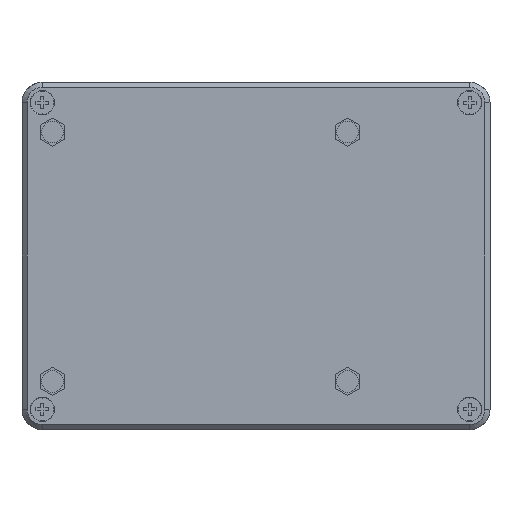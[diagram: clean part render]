
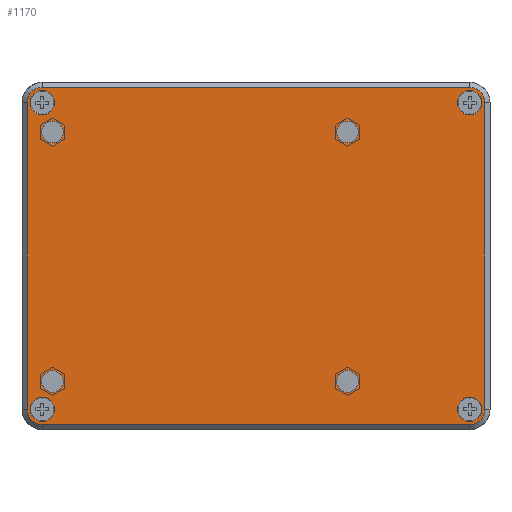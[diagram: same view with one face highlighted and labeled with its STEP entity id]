
A CAD part, front view. The second image highlights one B-rep face of the part: STEP entity #1170.
In plain terms, the highlighted planar face has unit normal (0, -1, 0).
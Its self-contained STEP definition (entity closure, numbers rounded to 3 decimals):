
#207=CARTESIAN_POINT('',(42.,0.,30.15));
#208=DIRECTION('',(0.,1.,0.));
#209=DIRECTION('',(0.,0.,1.));
#210=AXIS2_PLACEMENT_3D('',#207,#208,#209);
#215=DIRECTION('',(0.,0.,-1.));
#216=VECTOR('',#215,60.3);
#217=CARTESIAN_POINT('',(45.,0.,30.15));
#218=LINE('',#217,#216);
#222=CARTESIAN_POINT('',(42.,0.,-30.15));
#223=DIRECTION('',(0.,1.,0.));
#224=DIRECTION('',(1.,0.,0.));
#225=AXIS2_PLACEMENT_3D('',#222,#223,#224);
#230=DIRECTION('',(-1.,0.,0.));
#231=VECTOR('',#230,84.);
#232=CARTESIAN_POINT('',(42.,0.,-33.15));
#233=LINE('',#232,#231);
#237=CARTESIAN_POINT('',(-42.,0.,-30.15));
#238=DIRECTION('',(0.,1.,0.));
#239=DIRECTION('',(0.,0.,-1.));
#240=AXIS2_PLACEMENT_3D('',#237,#238,#239);
#245=DIRECTION('',(0.,0.,1.));
#246=VECTOR('',#245,60.3);
#247=CARTESIAN_POINT('',(-45.,0.,-30.15));
#248=LINE('',#247,#246);
#252=CARTESIAN_POINT('',(-42.,0.,30.15));
#253=DIRECTION('',(0.,1.,0.));
#254=DIRECTION('',(-1.,0.,0.));
#255=AXIS2_PLACEMENT_3D('',#252,#253,#254);
#260=DIRECTION('',(1.,0.,0.));
#261=VECTOR('',#260,84.);
#262=CARTESIAN_POINT('',(-42.,0.,33.15));
#263=LINE('',#262,#261);
#267=CARTESIAN_POINT('',(-42.,0.,-30.15));
#268=DIRECTION('',(0.,-1.,0.));
#269=DIRECTION('',(0.,0.,1.));
#270=AXIS2_PLACEMENT_3D('',#267,#268,#269);
#275=CARTESIAN_POINT('',(-42.,0.,-30.15));
#276=DIRECTION('',(0.,-1.,0.));
#277=DIRECTION('',(0.,0.,-1.));
#278=AXIS2_PLACEMENT_3D('',#275,#276,#277);
#283=CARTESIAN_POINT('',(42.,0.,-30.15));
#284=DIRECTION('',(0.,-1.,0.));
#285=DIRECTION('',(0.,0.,1.));
#286=AXIS2_PLACEMENT_3D('',#283,#284,#285);
#291=CARTESIAN_POINT('',(42.,0.,-30.15));
#292=DIRECTION('',(0.,-1.,0.));
#293=DIRECTION('',(0.,0.,-1.));
#294=AXIS2_PLACEMENT_3D('',#291,#292,#293);
#299=CARTESIAN_POINT('',(42.,0.,30.15));
#300=DIRECTION('',(0.,-1.,0.));
#301=DIRECTION('',(0.,0.,1.));
#302=AXIS2_PLACEMENT_3D('',#299,#300,#301);
#307=CARTESIAN_POINT('',(42.,0.,30.15));
#308=DIRECTION('',(0.,-1.,0.));
#309=DIRECTION('',(0.,0.,-1.));
#310=AXIS2_PLACEMENT_3D('',#307,#308,#309);
#315=CARTESIAN_POINT('',(-42.,0.,30.15));
#316=DIRECTION('',(0.,-1.,0.));
#317=DIRECTION('',(0.,0.,1.));
#318=AXIS2_PLACEMENT_3D('',#315,#316,#317);
#323=CARTESIAN_POINT('',(-42.,0.,30.15));
#324=DIRECTION('',(0.,-1.,0.));
#325=DIRECTION('',(0.,0.,-1.));
#326=AXIS2_PLACEMENT_3D('',#323,#324,#325);
#331=CARTESIAN_POINT('',(-40.,0.,24.35));
#332=DIRECTION('',(0.,1.,0.));
#333=DIRECTION('',(-1.,0.,0.));
#334=AXIS2_PLACEMENT_3D('',#331,#332,#333);
#339=CARTESIAN_POINT('',(-40.,0.,24.35));
#340=DIRECTION('',(0.,1.,0.));
#341=DIRECTION('',(1.,0.,0.));
#342=AXIS2_PLACEMENT_3D('',#339,#340,#341);
#347=CARTESIAN_POINT('',(18.,0.,24.35));
#348=DIRECTION('',(0.,1.,0.));
#349=DIRECTION('',(-1.,0.,0.));
#350=AXIS2_PLACEMENT_3D('',#347,#348,#349);
#355=CARTESIAN_POINT('',(18.,0.,24.35));
#356=DIRECTION('',(0.,1.,0.));
#357=DIRECTION('',(1.,0.,0.));
#358=AXIS2_PLACEMENT_3D('',#355,#356,#357);
#363=CARTESIAN_POINT('',(18.,0.,-24.65));
#364=DIRECTION('',(0.,1.,0.));
#365=DIRECTION('',(-1.,0.,0.));
#366=AXIS2_PLACEMENT_3D('',#363,#364,#365);
#371=CARTESIAN_POINT('',(18.,0.,-24.65));
#372=DIRECTION('',(0.,1.,0.));
#373=DIRECTION('',(1.,0.,0.));
#374=AXIS2_PLACEMENT_3D('',#371,#372,#373);
#379=CARTESIAN_POINT('',(-40.,0.,-24.65));
#380=DIRECTION('',(0.,1.,0.));
#381=DIRECTION('',(-1.,0.,0.));
#382=AXIS2_PLACEMENT_3D('',#379,#380,#381);
#387=CARTESIAN_POINT('',(-40.,0.,-24.65));
#388=DIRECTION('',(0.,1.,0.));
#389=DIRECTION('',(1.,0.,0.));
#390=AXIS2_PLACEMENT_3D('',#387,#388,#389);
#851=CARTESIAN_POINT('',(-45.,0.,-30.15));
#852=CARTESIAN_POINT('',(-45.,0.,30.15));
#853=VERTEX_POINT('',#851);
#854=VERTEX_POINT('',#852);
#855=CARTESIAN_POINT('',(42.,0.,33.15));
#856=CARTESIAN_POINT('',(45.,0.,30.15));
#857=VERTEX_POINT('',#855);
#858=VERTEX_POINT('',#856);
#859=CARTESIAN_POINT('',(45.,0.,-30.15));
#860=VERTEX_POINT('',#859);
#861=CARTESIAN_POINT('',(42.,0.,-33.15));
#862=VERTEX_POINT('',#861);
#863=CARTESIAN_POINT('',(-42.,0.,-33.15));
#864=VERTEX_POINT('',#863);
#865=CARTESIAN_POINT('',(-42.,0.,33.15));
#866=VERTEX_POINT('',#865);
#895=CARTESIAN_POINT('',(-42.125,0.,24.35));
#896=CARTESIAN_POINT('',(-37.875,0.,24.35));
#897=VERTEX_POINT('',#895);
#898=VERTEX_POINT('',#896);
#899=CARTESIAN_POINT('',(15.875,0.,24.35));
#900=CARTESIAN_POINT('',(20.125,0.,24.35));
#901=VERTEX_POINT('',#899);
#902=VERTEX_POINT('',#900);
#903=CARTESIAN_POINT('',(15.875,0.,-24.65));
#904=CARTESIAN_POINT('',(20.125,0.,-24.65));
#905=VERTEX_POINT('',#903);
#906=VERTEX_POINT('',#904);
#907=CARTESIAN_POINT('',(-42.125,0.,-24.65));
#908=CARTESIAN_POINT('',(-37.875,0.,-24.65));
#909=VERTEX_POINT('',#907);
#910=VERTEX_POINT('',#908);
#927=CARTESIAN_POINT('',(-42.,0.,
32.533));
#929=VERTEX_POINT('',#927);
#932=CARTESIAN_POINT('',(-42.,0.,
27.767));
#934=VERTEX_POINT('',#932);
#935=CARTESIAN_POINT('',(-42.,0.,-27.767));
#936=CARTESIAN_POINT('',(-42.,0.,-32.533));
#937=VERTEX_POINT('',#935);
#938=VERTEX_POINT('',#936);
#939=CARTESIAN_POINT('',(42.,0.,-27.767));
#940=CARTESIAN_POINT('',(42.,0.,-32.533));
#941=VERTEX_POINT('',#939);
#942=VERTEX_POINT('',#940);
#943=CARTESIAN_POINT('',(42.,0.,32.533));
#944=CARTESIAN_POINT('',(42.,0.,27.767));
#945=VERTEX_POINT('',#943);
#946=VERTEX_POINT('',#944);
#1103=CARTESIAN_POINT('',(-54.001,0.,-39.781));
#1104=DIRECTION('',(0.,-1.,0.));
#1105=DIRECTION('',(1.,0.,0.));
#1106=AXIS2_PLACEMENT_3D('',#1103,#1104,#1105);
#1107=PLANE('',#1106);
#1109=ORIENTED_EDGE('',*,*,#1108,.T.);
#1111=ORIENTED_EDGE('',*,*,#1110,.T.);
#1113=ORIENTED_EDGE('',*,*,#1112,.T.);
#1115=ORIENTED_EDGE('',*,*,#1114,.T.);
#1117=ORIENTED_EDGE('',*,*,#1116,.T.);
#1119=ORIENTED_EDGE('',*,*,#1118,.T.);
#1121=ORIENTED_EDGE('',*,*,#1120,.T.);
#1123=ORIENTED_EDGE('',*,*,#1122,.T.);
#1124=EDGE_LOOP('',(#1109,#1111,#1113,#1115,#1117,#1119,#1121,#1123));
#1125=FACE_OUTER_BOUND('',#1124,.F.);
#1127=ORIENTED_EDGE('',*,*,#1126,.T.);
#1129=ORIENTED_EDGE('',*,*,#1128,.T.);
#1130=EDGE_LOOP('',(#1127,#1129));
#1131=FACE_BOUND('',#1130,.F.);
#1133=ORIENTED_EDGE('',*,*,#1132,.T.);
#1135=ORIENTED_EDGE('',*,*,#1134,.T.);
#1136=EDGE_LOOP('',(#1133,#1135));
#1137=FACE_BOUND('',#1136,.F.);
#1139=ORIENTED_EDGE('',*,*,#1138,.T.);
#1141=ORIENTED_EDGE('',*,*,#1140,.T.);
#1142=EDGE_LOOP('',(#1139,#1141));
#1143=FACE_BOUND('',#1142,.F.);
#1144=ORIENTED_EDGE('',*,*,#970,.T.);
#1145=ORIENTED_EDGE('',*,*,#983,.T.);
#1146=EDGE_LOOP('',(#1144,#1145));
#1147=FACE_BOUND('',#1146,.F.);
#1149=ORIENTED_EDGE('',*,*,#1148,.F.);
#1151=ORIENTED_EDGE('',*,*,#1150,.F.);
#1152=EDGE_LOOP('',(#1149,#1151));
#1153=FACE_BOUND('',#1152,.F.);
#1155=ORIENTED_EDGE('',*,*,#1154,.F.);
#1157=ORIENTED_EDGE('',*,*,#1156,.F.);
#1158=EDGE_LOOP('',(#1155,#1157));
#1159=FACE_BOUND('',#1158,.F.);
#1161=ORIENTED_EDGE('',*,*,#1160,.F.);
#1163=ORIENTED_EDGE('',*,*,#1162,.F.);
#1164=EDGE_LOOP('',(#1161,#1163));
#1165=FACE_BOUND('',#1164,.F.);
#1166=ORIENTED_EDGE('',*,*,#1083,.F.);
#1167=ORIENTED_EDGE('',*,*,#1097,.F.);
#1168=EDGE_LOOP('',(#1166,#1167));
#1169=FACE_BOUND('',#1168,.F.);
#211=CIRCLE('',#210,3.);
#226=CIRCLE('',#225,3.);
#241=CIRCLE('',#240,3.);
#256=CIRCLE('',#255,3.);
#271=CIRCLE('',#270,2.383);
#279=CIRCLE('',#278,2.383);
#287=CIRCLE('',#286,2.383);
#295=CIRCLE('',#294,2.383);
#303=CIRCLE('',#302,2.383);
#311=CIRCLE('',#310,2.383);
#319=CIRCLE('',#318,2.383);
#327=CIRCLE('',#326,2.383);
#335=CIRCLE('',#334,2.125);
#343=CIRCLE('',#342,2.125);
#351=CIRCLE('',#350,2.125);
#359=CIRCLE('',#358,2.125);
#367=CIRCLE('',#366,2.125);
#375=CIRCLE('',#374,2.125);
#383=CIRCLE('',#382,2.125);
#391=CIRCLE('',#390,2.125);
#970=EDGE_CURVE('',#929,#934,#319,.T.);
#983=EDGE_CURVE('',#934,#929,#327,.T.);
#1083=EDGE_CURVE('',#909,#910,#383,.T.);
#1097=EDGE_CURVE('',#910,#909,#391,.T.);
#1108=EDGE_CURVE('',#857,#858,#211,.T.);
#1110=EDGE_CURVE('',#858,#860,#218,.T.);
#1112=EDGE_CURVE('',#860,#862,#226,.T.);
#1114=EDGE_CURVE('',#862,#864,#233,.T.);
#1116=EDGE_CURVE('',#864,#853,#241,.T.);
#1118=EDGE_CURVE('',#853,#854,#248,.T.);
#1120=EDGE_CURVE('',#854,#866,#256,.T.);
#1122=EDGE_CURVE('',#866,#857,#263,.T.);
#1126=EDGE_CURVE('',#937,#938,#271,.T.);
#1128=EDGE_CURVE('',#938,#937,#279,.T.);
#1132=EDGE_CURVE('',#941,#942,#287,.T.);
#1134=EDGE_CURVE('',#942,#941,#295,.T.);
#1138=EDGE_CURVE('',#945,#946,#303,.T.);
#1140=EDGE_CURVE('',#946,#945,#311,.T.);
#1148=EDGE_CURVE('',#897,#898,#335,.T.);
#1150=EDGE_CURVE('',#898,#897,#343,.T.);
#1154=EDGE_CURVE('',#901,#902,#351,.T.);
#1156=EDGE_CURVE('',#902,#901,#359,.T.);
#1160=EDGE_CURVE('',#905,#906,#367,.T.);
#1162=EDGE_CURVE('',#906,#905,#375,.T.);
#1170=ADVANCED_FACE('',(#1125,#1131,#1137,#1143,#1147,#1153,#1159,#1165,#1169),
#1107,.T.);
